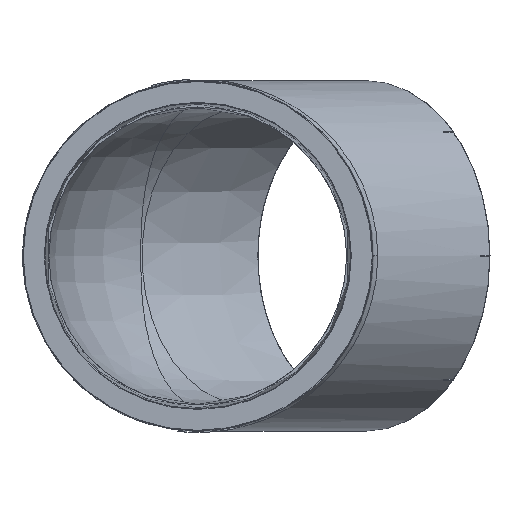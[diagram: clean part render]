
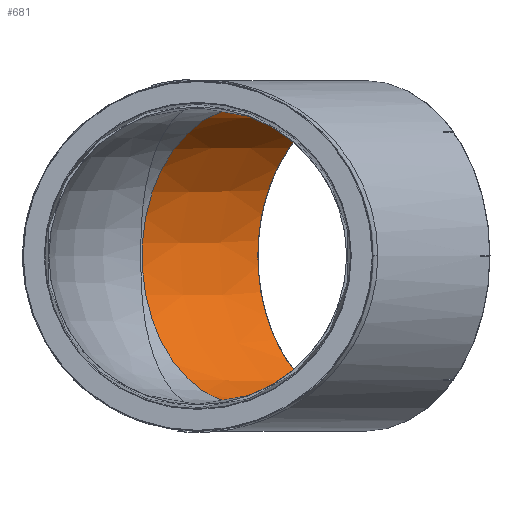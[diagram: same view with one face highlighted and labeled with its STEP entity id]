
A CAD part, left-side view. The second image highlights one B-rep face of the part: STEP entity #681.
In plain terms, the highlighted conical face has half-angle 0.399 degrees and reference radius 54.95 mm.
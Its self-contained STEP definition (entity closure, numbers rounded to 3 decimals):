
#80=CONICAL_SURFACE('',#5784,54.95,0.399);
#681=ADVANCED_FACE('',(#1273,#1274),#80,.F.);
#1174=CIRCLE('',#5781,54.95);
#1175=CIRCLE('',#5783,55.373);
#1273=FACE_BOUND('',#1397,.T.);
#1274=FACE_BOUND('',#1398,.T.);
#1397=EDGE_LOOP('',(#2105));
#1398=EDGE_LOOP('',(#2106));
#2105=ORIENTED_EDGE('',*,*,#4417,.T.);
#2106=ORIENTED_EDGE('',*,*,#4416,.T.);
#3823=VERTEX_POINT('',#14410);
#3824=VERTEX_POINT('',#14413);
#4416=EDGE_CURVE('',#3823,#3823,#1174,.T.);
#4417=EDGE_CURVE('',#3824,#3824,#1175,.T.);
#5781=AXIS2_PLACEMENT_3D('',#14409,#6142,#6143);
#5783=AXIS2_PLACEMENT_3D('',#14412,#6146,#6147);
#5784=AXIS2_PLACEMENT_3D('',#14414,#6148,#6149);
#6142=DIRECTION('',(-0.707,0.707,0.));
#6143=DIRECTION('',(0.5,0.5,0.707));
#6146=DIRECTION('',(0.707,-0.707,0.));
#6147=DIRECTION('',(-0.707,-0.707,0.));
#6148=DIRECTION('',(0.707,-0.707,0.));
#6149=DIRECTION('',(0.5,0.5,0.707));
#14409=CARTESIAN_POINT('',(936.355,-17.958,460.));
#14410=CARTESIAN_POINT('',(963.83,9.517,498.856));
#14412=CARTESIAN_POINT('',(979.313,-60.916,460.));
#14413=CARTESIAN_POINT('',(940.158,-100.071,460.));
#14414=CARTESIAN_POINT('',(936.355,-17.958,460.));
